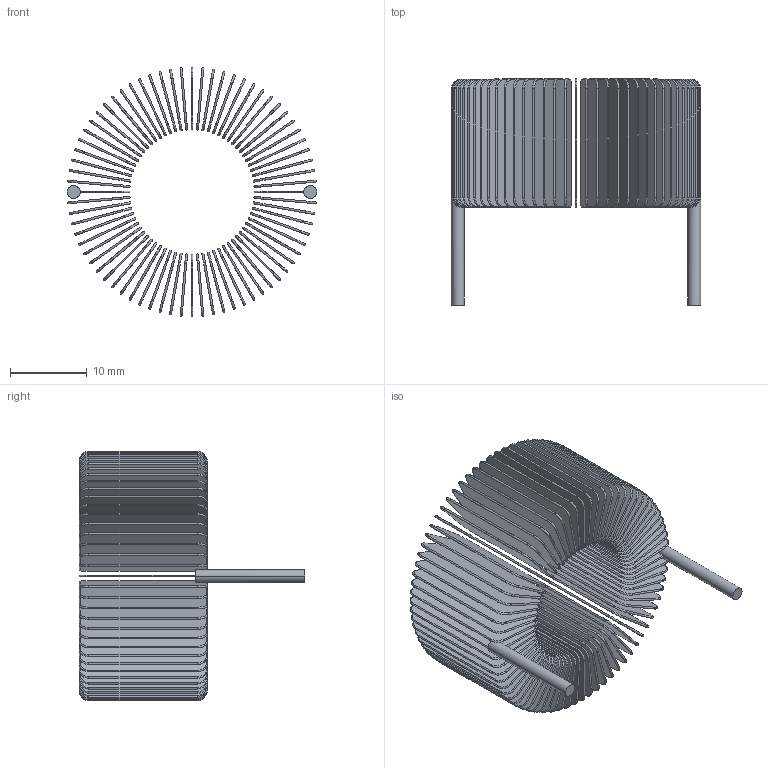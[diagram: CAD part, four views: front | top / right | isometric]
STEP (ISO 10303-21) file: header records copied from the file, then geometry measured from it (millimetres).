
FILE_DESCRIPTION((''),'2;1');
FILE_NAME('2300LL-1R5-H-RC','2012-08-13T',('ryans'),('Bourns, Inc.'),'PRO/ENGINEER BY PARAMETRIC TECHNOLOGY CORPORATION, 2010100','PRO/ENGINEER BY PARAMETRIC TECHNOLOGY CORPORATION, 2010100','');
FILE_SCHEMA(('CONFIG_CONTROL_DESIGN'));
Length unit declared in the file: inch
Products named in the file (1): 2300LL-1R5-H-RC
Bounding box: 32.41 x 29.36 x 32.41 mm (x, y, z)
Volume: 2489.8 mm3; surface area: 19944.3 mm2
Topology: 72 solids, 72 shells, 728 faces, 1748 edges, 1164 vertices
Faces by surface type: cylinder 292, torus 286, plane 150
Entity records: 21756 total; most frequent: DIRECTION 4356, CARTESIAN_POINT 3670, ORIENTED_EDGE 3496, AXIS2_PLACEMENT_3D 1884, EDGE_CURVE 1748, VERTEX_POINT 1164, CIRCLE 1156, EDGE_LOOP 728
